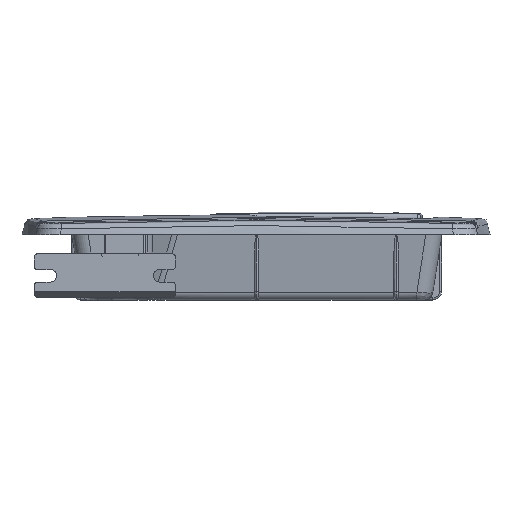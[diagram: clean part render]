
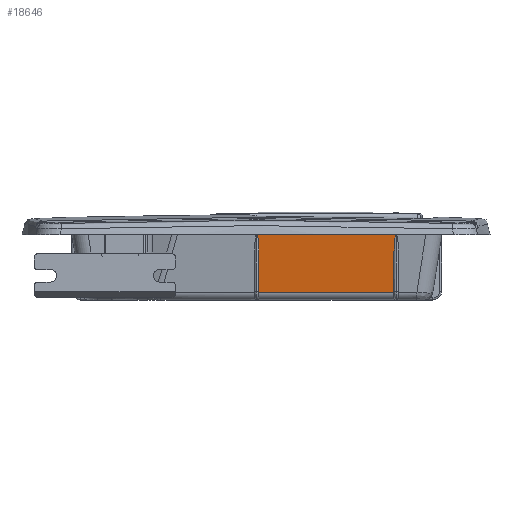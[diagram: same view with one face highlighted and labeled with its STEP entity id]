
A CAD part, front view. The second image highlights one B-rep face of the part: STEP entity #18646.
In plain terms, the highlighted planar face has unit normal (0, -0.991, -0.134).
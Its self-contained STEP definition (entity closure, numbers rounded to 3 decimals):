
#544 = CARTESIAN_POINT ( 'NONE',  ( 183.5, -60.501, 23.392 ) ) ;
#3146 = ORIENTED_EDGE ( 'NONE', *, *, #32731, .T. ) ;
#4759 = VECTOR ( 'NONE', #50682, 1000. ) ;
#10663 = ORIENTED_EDGE ( 'NONE', *, *, #16523, .T. ) ;
#11043 = CARTESIAN_POINT ( 'NONE',  ( 91.5, -55.824, -11.302 ) ) ;
#12289 =( BOUNDED_CURVE ( )  B_SPLINE_CURVE ( 3, ( #23476, #29176, #18722, #34629 ),
 .UNSPECIFIED., .F., .F. ) 
 B_SPLINE_CURVE_WITH_KNOTS ( ( 4, 4 ),
 ( 0., 1.571 ),
 .UNSPECIFIED. ) 
 CURVE ( )  GEOMETRIC_REPRESENTATION_ITEM ( )  RATIONAL_B_SPLINE_CURVE ( ( 1., 0.805, 0.805, 1. ) ) 
 REPRESENTATION_ITEM ( '' )  );
#12728 = CARTESIAN_POINT ( 'NONE',  ( 183.5, -55.123, -16.5 ) ) ;
#13134 =( BOUNDED_CURVE ( )  B_SPLINE_CURVE ( 3, ( #38740, #544, #27573, #22106 ),
 .UNSPECIFIED., .F., .F. ) 
 B_SPLINE_CURVE_WITH_KNOTS ( ( 4, 4 ),
 ( 1.571, 3.142 ),
 .UNSPECIFIED. ) 
 CURVE ( )  GEOMETRIC_REPRESENTATION_ITEM ( )  RATIONAL_B_SPLINE_CURVE ( ( 1., 0.805, 0.805, 1. ) ) 
 REPRESENTATION_ITEM ( '' )  );
#16523 = EDGE_CURVE ( 'NONE', #32172, #68222, #47213, .T. ) ;
#16783 = DIRECTION ( 'NONE',  ( -1., 0., 0. ) ) ;
#18646 = ADVANCED_FACE ( 'NONE', ( #33441 ), #31520, .F. ) ;
#18674 = VECTOR ( 'NONE', #35615, 1000. ) ;
#18722 = CARTESIAN_POINT ( 'NONE',  ( 91.5, -60.501, 23.392 ) ) ;
#18846 = ORIENTED_EDGE ( 'NONE', *, *, #45867, .T. ) ;
#22106 = CARTESIAN_POINT ( 'NONE',  ( 185., -61.123, 28. ) ) ;
#23476 = CARTESIAN_POINT ( 'NONE',  ( 90., -61.123, 28. ) ) ;
#24586 = CARTESIAN_POINT ( 'NONE',  ( 183.5, -59.623, 16.875 ) ) ;
#25038 = VECTOR ( 'NONE', #49169, 1000. ) ;
#26277 = DIRECTION ( 'NONE',  ( 0., -0.134, 0.991 ) ) ;
#26954 = VERTEX_POINT ( 'NONE', #24586 ) ;
#27573 = CARTESIAN_POINT ( 'NONE',  ( 184.121, -61.123, 28. ) ) ;
#28537 = LINE ( 'NONE', #12728, #4759 ) ;
#29176 = CARTESIAN_POINT ( 'NONE',  ( 90.879, -61.123, 28. ) ) ;
#31520 = PLANE ( 'NONE',  #61788 ) ;
#32168 = ORIENTED_EDGE ( 'NONE', *, *, #67610, .T. ) ;
#32172 = VERTEX_POINT ( 'NONE', #64350 ) ;
#32731 = EDGE_CURVE ( 'NONE', #35584, #53697, #55201, .T. ) ;
#33441 = FACE_OUTER_BOUND ( 'NONE', #46158, .T. ) ;
#34629 = CARTESIAN_POINT ( 'NONE',  ( 91.5, -59.623, 16.875 ) ) ;
#35584 = VERTEX_POINT ( 'NONE', #11043 ) ;
#35615 = DIRECTION ( 'NONE',  ( 1., 0., 0. ) ) ;
#36268 = CARTESIAN_POINT ( 'NONE',  ( 90., -61.123, 28. ) ) ;
#38740 = CARTESIAN_POINT ( 'NONE',  ( 183.5, -59.623, 16.875 ) ) ;
#40385 = VECTOR ( 'NONE', #16783, 1000. ) ;
#44434 = ORIENTED_EDGE ( 'NONE', *, *, #53748, .T. ) ;
#45867 = EDGE_CURVE ( 'NONE', #26954, #32172, #13134, .T. ) ;
#46158 = EDGE_LOOP ( 'NONE', ( #10663, #32168, #44434, #3146, #58386, #18846 ) ) ;
#47213 = LINE ( 'NONE', #49286, #40385 ) ;
#48355 = CARTESIAN_POINT ( 'NONE',  ( 335.979, -55.473, -13.901 ) ) ;
#48595 = DIRECTION ( 'NONE',  ( 0., 0.991, 0.134 ) ) ;
#48946 = CARTESIAN_POINT ( 'NONE',  ( 91.5, -55.123, -16.5 ) ) ;
#49169 = DIRECTION ( 'NONE',  ( 0., 0.134, -0.991 ) ) ;
#49286 = CARTESIAN_POINT ( 'NONE',  ( 335.979, -61.123, 28. ) ) ;
#50605 = EDGE_CURVE ( 'NONE', #26954, #53697, #28537, .T. ) ;
#50682 = DIRECTION ( 'NONE',  ( 0., 0.134, -0.991 ) ) ;
#53697 = VERTEX_POINT ( 'NONE', #63651 ) ;
#53748 = EDGE_CURVE ( 'NONE', #58510, #35584, #69132, .T. ) ;
#55201 = LINE ( 'NONE', #68533, #18674 ) ;
#58386 = ORIENTED_EDGE ( 'NONE', *, *, #50605, .F. ) ;
#58510 = VERTEX_POINT ( 'NONE', #58803 ) ;
#58803 = CARTESIAN_POINT ( 'NONE',  ( 91.5, -59.623, 16.875 ) ) ;
#61788 = AXIS2_PLACEMENT_3D ( 'NONE', #48355, #48595, #26277 ) ;
#63651 = CARTESIAN_POINT ( 'NONE',  ( 183.5, -55.824, -11.302 ) ) ;
#64350 = CARTESIAN_POINT ( 'NONE',  ( 185., -61.123, 28. ) ) ;
#67610 = EDGE_CURVE ( 'NONE', #68222, #58510, #12289, .T. ) ;
#68222 = VERTEX_POINT ( 'NONE', #36268 ) ;
#68533 = CARTESIAN_POINT ( 'NONE',  ( 335.979, -55.824, -11.302 ) ) ;
#69132 = LINE ( 'NONE', #48946, #25038 ) ;
